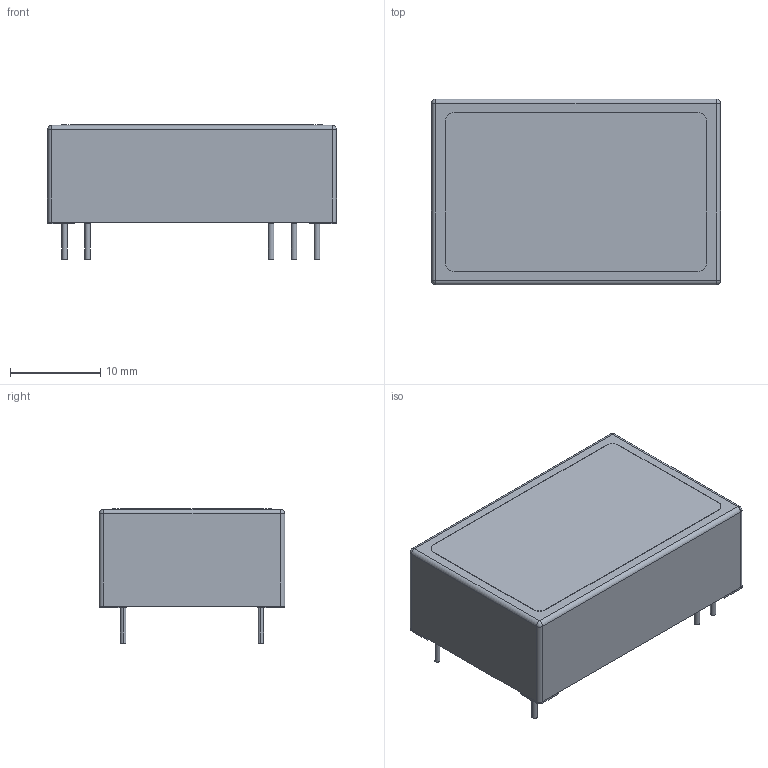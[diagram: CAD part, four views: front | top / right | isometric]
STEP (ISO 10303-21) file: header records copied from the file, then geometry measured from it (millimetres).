
FILE_DESCRIPTION((''),'2;1');
FILE_NAME('DCDC-TRACO_THB3.stp','2014-08-26T10:31:37',(''),(''),'Mechanical Desktop 2011','Mechanical Desktop 2011',', , ');
FILE_SCHEMA(('AUTOMOTIVE_DESIGN { 1 2 10303 214 1 1 1 1 }'));
Length unit declared in the file: millimetre
Products named in the file (1): Product
Bounding box: 32 x 20.57 x 14.85 mm (x, y, z)
Volume: 7071 mm3; surface area: 3521.6 mm2
Topology: 13 solids, 13 shells, 92 faces, 186 edges, 120 vertices
Faces by surface type: plane 42, cylinder 30, bspline 16, sphere 4
Entity records: 2441 total; most frequent: CARTESIAN_POINT 447, DIRECTION 400, ORIENTED_EDGE 372, EDGE_CURVE 186, AXIS2_PLACEMENT_3D 137, VECTOR 126, LINE 126, VERTEX_POINT 120
